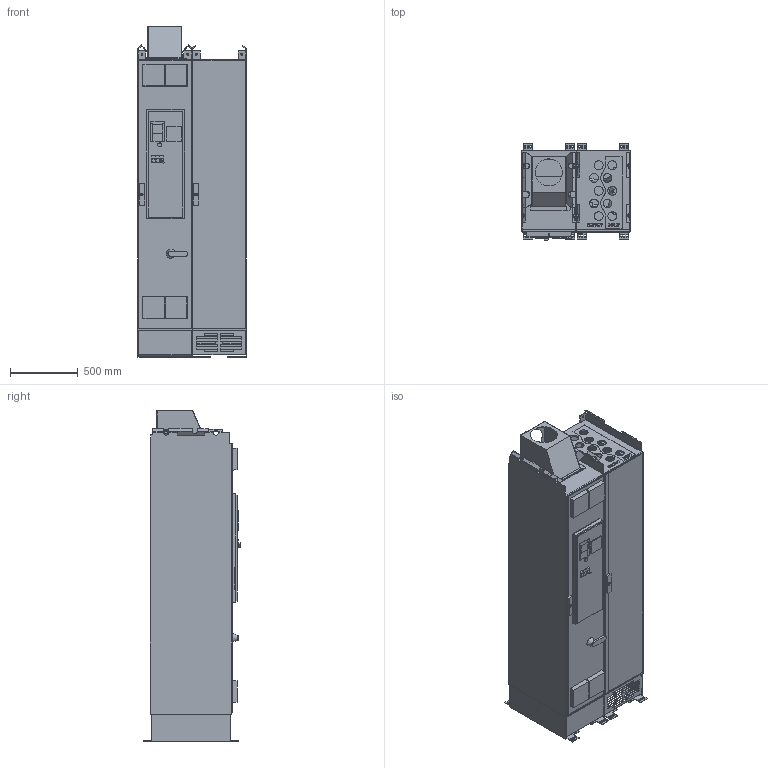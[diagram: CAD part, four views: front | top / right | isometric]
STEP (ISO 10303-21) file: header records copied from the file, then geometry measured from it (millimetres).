
FILE_DESCRIPTION(/* description */ (''),/* implementation_level */ '2;1');
FILE_NAME(/* name */ '181K5212.stp',/* time_stamp */ '2026-02-19T08:18:14+02:00',/* author */ (''),/* organization */ (''),/* preprocessor_version */ 'ST-DEVELOPER v20',/* originating_system */ 'SIEMENS PLM Software NX2312.3002',/* authorisation */ '');
FILE_SCHEMA (('AUTOMOTIVE_DESIGN { 1 0 10303 214 3 1 1 1 }'));
Products named in the file (10): 181K4919; 181K4914_74991ID; 181K4901; 181K4920; 181K4963; 181K4902; 181K4889; 181K5211; 181K5215; 181K5212
Assembly tree (9 placements, depth 3):
  181K5212
    181K5215
      181K4889
      181K4902
      181K4963
    181K5211
      181K4920
      181K4901
      181K4914_74991ID
      181K4919
Bounding box: 800 x 721.52 x 2441.18 mm (x, y, z)
Volume: 334577218.4 mm3; surface area: 26838787.7 mm2
Topology: 7 solids, 22 shells, 2982 faces, 8366 edges, 5556 vertices
Faces by surface type: plane 2393, cylinder 356, extrusion 97, torus 48, cone 48, bspline 40
Full cylindrical faces by diameter (mm): 3 x2, 6.5 x4, 10 x18, 10.5 x8, 12.2 x8, 13 x12, 15.5 x12, 19.788 x2, 21.993 x1, 22 x1, 24 x6, 25.6 x8, 27.15 x2, 28.5 x1, 29 x3, 29.5 x2, 30.2 x1, 32 x4, 49 x6, 65 x14, 165 x2, 200 x2
Entity records: 131151 total; most frequent: CARTESIAN_POINT 43261, ORIENTED_EDGE 16026, DIRECTION 14098, EDGE_CURVE 8013, VECTOR 6876, LINE 6779, VERTEX_POINT 5425, EDGE_LOOP 3808
